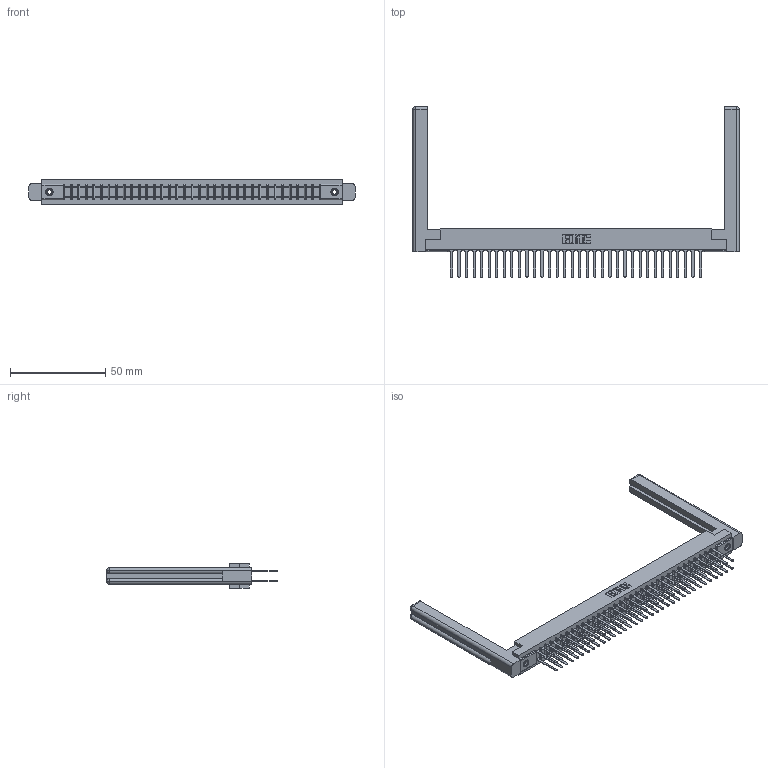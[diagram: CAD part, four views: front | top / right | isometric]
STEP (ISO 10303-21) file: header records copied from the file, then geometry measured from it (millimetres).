
FILE_DESCRIPTION (( 'STEP AP203' ), '1' );
FILE_NAME ('357-068-442-258.STEP', '2020-10-04T23:53:44', ( '' ), ( '' ), 'SwSTEP 2.0', 'SolidWorks 2020', '' );
FILE_SCHEMA (( 'CONFIG_CONTROL_DESIGN' ));
Length unit declared in the file: inch
Products named in the file (5): 307 Part_.156 Dia Mounting Holes; 345-250-001_345-250-001-102; 307-290-001_542; 357-068-442-258; 307-220-058
Assembly tree (73 placements, depth 2):
  357-068-442-258
    307 Part_.156 Dia Mounting Holes
    307-290-001_542  x68
    307-220-058  x2
    345-250-001_345-250-001-102  x2
Bounding box: 171.35 x 89.74 x 12.7 mm (x, y, z)
Volume: 25553.3 mm3; surface area: 28757.8 mm2
Topology: 73 solids, 73 shells, 3423 faces, 9517 edges, 6146 vertices
Faces by surface type: plane 2262, cylinder 1067, sphere 70, torus 12, cone 12
Entity records: 33823 total; most frequent: CARTESIAN_POINT 5553, ORIENTED_EDGE 5444, DIRECTION 5400, EDGE_CURVE 2722, VECTOR 2082, LINE 2082, VERTEX_POINT 1758, AXIS2_PLACEMENT_3D 1659
